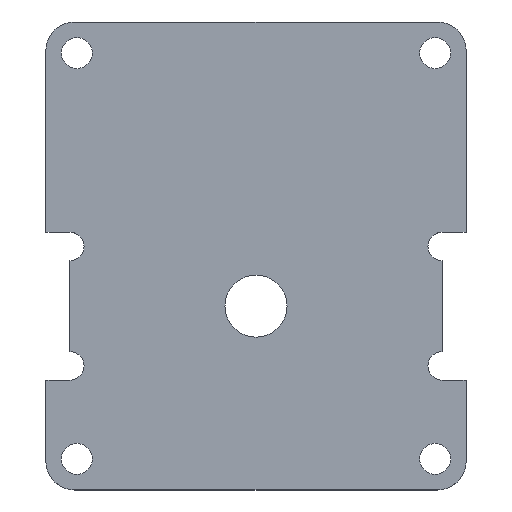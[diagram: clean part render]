
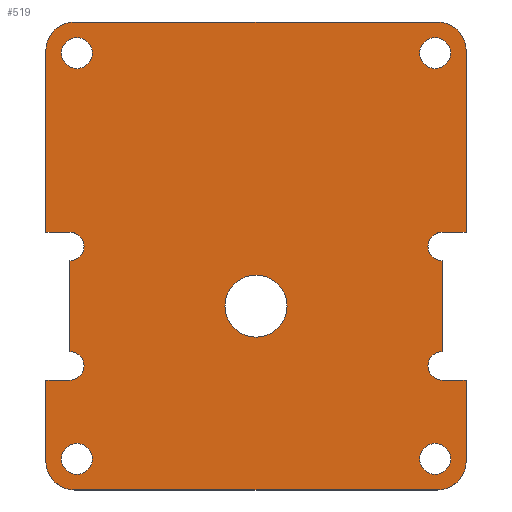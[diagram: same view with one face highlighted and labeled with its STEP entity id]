
A CAD part, top view. The second image highlights one B-rep face of the part: STEP entity #519.
In plain terms, the highlighted planar face has unit normal (0, 0, 1).
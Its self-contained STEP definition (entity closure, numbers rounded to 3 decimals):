
#15=FACE_BOUND('',#71,.T.);
#16=FACE_BOUND('',#72,.T.);
#17=FACE_BOUND('',#73,.T.);
#18=FACE_BOUND('',#74,.T.);
#19=FACE_BOUND('',#75,.T.);
#25=PLANE('',#556);
#43=FACE_OUTER_BOUND('',#70,.T.);
#70=EDGE_LOOP('',(#368,#369,#370,#371,#372,#373,#374,#375,#376,#377,#378,
#379,#380,#381,#382,#383,#384,#385,#386,#387));
#71=EDGE_LOOP('',(#388));
#72=EDGE_LOOP('',(#389));
#73=EDGE_LOOP('',(#390));
#74=EDGE_LOOP('',(#391));
#75=EDGE_LOOP('',(#392));
#111=LINE('',#793,#160);
#112=LINE('',#795,#161);
#113=LINE('',#799,#162);
#114=LINE('',#803,#163);
#115=LINE('',#804,#164);
#116=LINE('',#805,#165);
#117=LINE('',#807,#166);
#118=LINE('',#809,#167);
#119=LINE('',#813,#168);
#120=LINE('',#817,#169);
#121=LINE('',#818,#170);
#122=LINE('',#819,#171);
#160=VECTOR('',#633,10.);
#161=VECTOR('',#634,10.);
#162=VECTOR('',#637,10.);
#163=VECTOR('',#640,10.);
#164=VECTOR('',#641,10.);
#165=VECTOR('',#642,10.);
#166=VECTOR('',#643,10.);
#167=VECTOR('',#644,10.);
#168=VECTOR('',#647,10.);
#169=VECTOR('',#650,10.);
#170=VECTOR('',#651,10.);
#171=VECTOR('',#652,10.);
#202=CIRCLE('',#546,1.5);
#204=CIRCLE('',#549,1.5);
#206=CIRCLE('',#552,1.5);
#208=CIRCLE('',#555,1.5);
#209=CIRCLE('',#557,3.);
#210=CIRCLE('',#558,3.);
#211=CIRCLE('',#559,3.);
#212=CIRCLE('',#560,3.);
#213=CIRCLE('',#561,3.25);
#214=CIRCLE('',#562,1.625);
#215=CIRCLE('',#563,1.625);
#216=CIRCLE('',#564,1.625);
#217=CIRCLE('',#565,1.625);
#229=VERTEX_POINT('',#759);
#230=VERTEX_POINT('',#761);
#233=VERTEX_POINT('',#768);
#234=VERTEX_POINT('',#770);
#237=VERTEX_POINT('',#777);
#238=VERTEX_POINT('',#779);
#241=VERTEX_POINT('',#786);
#242=VERTEX_POINT('',#788);
#243=VERTEX_POINT('',#792);
#244=VERTEX_POINT('',#794);
#245=VERTEX_POINT('',#796);
#246=VERTEX_POINT('',#798);
#247=VERTEX_POINT('',#800);
#248=VERTEX_POINT('',#802);
#249=VERTEX_POINT('',#806);
#250=VERTEX_POINT('',#808);
#251=VERTEX_POINT('',#810);
#252=VERTEX_POINT('',#812);
#253=VERTEX_POINT('',#814);
#254=VERTEX_POINT('',#816);
#255=VERTEX_POINT('',#820);
#256=VERTEX_POINT('',#822);
#257=VERTEX_POINT('',#824);
#258=VERTEX_POINT('',#826);
#259=VERTEX_POINT('',#828);
#279=EDGE_CURVE('',#230,#229,#202,.T.);
#283=EDGE_CURVE('',#234,#233,#204,.T.);
#287=EDGE_CURVE('',#238,#237,#206,.T.);
#291=EDGE_CURVE('',#242,#241,#208,.T.);
#293=EDGE_CURVE('',#229,#243,#111,.T.);
#294=EDGE_CURVE('',#243,#244,#112,.T.);
#295=EDGE_CURVE('',#245,#244,#209,.T.);
#296=EDGE_CURVE('',#245,#246,#113,.T.);
#297=EDGE_CURVE('',#247,#246,#210,.T.);
#298=EDGE_CURVE('',#247,#248,#114,.T.);
#299=EDGE_CURVE('',#248,#242,#115,.T.);
#300=EDGE_CURVE('',#241,#234,#116,.T.);
#301=EDGE_CURVE('',#233,#249,#117,.T.);
#302=EDGE_CURVE('',#249,#250,#118,.T.);
#303=EDGE_CURVE('',#251,#250,#211,.T.);
#304=EDGE_CURVE('',#251,#252,#119,.T.);
#305=EDGE_CURVE('',#253,#252,#212,.T.);
#306=EDGE_CURVE('',#253,#254,#120,.T.);
#307=EDGE_CURVE('',#254,#238,#121,.T.);
#308=EDGE_CURVE('',#237,#230,#122,.T.);
#309=EDGE_CURVE('',#255,#255,#213,.T.);
#310=EDGE_CURVE('',#256,#256,#214,.T.);
#311=EDGE_CURVE('',#257,#257,#215,.T.);
#312=EDGE_CURVE('',#258,#258,#216,.T.);
#313=EDGE_CURVE('',#259,#259,#217,.T.);
#368=ORIENTED_EDGE('',*,*,#279,.T.);
#369=ORIENTED_EDGE('',*,*,#293,.T.);
#370=ORIENTED_EDGE('',*,*,#294,.T.);
#371=ORIENTED_EDGE('',*,*,#295,.F.);
#372=ORIENTED_EDGE('',*,*,#296,.T.);
#373=ORIENTED_EDGE('',*,*,#297,.F.);
#374=ORIENTED_EDGE('',*,*,#298,.T.);
#375=ORIENTED_EDGE('',*,*,#299,.T.);
#376=ORIENTED_EDGE('',*,*,#291,.T.);
#377=ORIENTED_EDGE('',*,*,#300,.T.);
#378=ORIENTED_EDGE('',*,*,#283,.T.);
#379=ORIENTED_EDGE('',*,*,#301,.T.);
#380=ORIENTED_EDGE('',*,*,#302,.T.);
#381=ORIENTED_EDGE('',*,*,#303,.F.);
#382=ORIENTED_EDGE('',*,*,#304,.T.);
#383=ORIENTED_EDGE('',*,*,#305,.F.);
#384=ORIENTED_EDGE('',*,*,#306,.T.);
#385=ORIENTED_EDGE('',*,*,#307,.T.);
#386=ORIENTED_EDGE('',*,*,#287,.T.);
#387=ORIENTED_EDGE('',*,*,#308,.T.);
#388=ORIENTED_EDGE('',*,*,#309,.T.);
#389=ORIENTED_EDGE('',*,*,#310,.T.);
#390=ORIENTED_EDGE('',*,*,#311,.T.);
#391=ORIENTED_EDGE('',*,*,#312,.T.);
#392=ORIENTED_EDGE('',*,*,#313,.T.);
#519=ADVANCED_FACE('',(#43,#15,#16,#17,#18,#19),#25,.T.);
#546=AXIS2_PLACEMENT_3D('',#762,#604,#605);
#549=AXIS2_PLACEMENT_3D('',#771,#612,#613);
#552=AXIS2_PLACEMENT_3D('',#780,#620,#621);
#555=AXIS2_PLACEMENT_3D('',#789,#628,#629);
#556=AXIS2_PLACEMENT_3D('',#791,#631,#632);
#557=AXIS2_PLACEMENT_3D('',#797,#635,#636);
#558=AXIS2_PLACEMENT_3D('',#801,#638,#639);
#559=AXIS2_PLACEMENT_3D('',#811,#645,#646);
#560=AXIS2_PLACEMENT_3D('',#815,#648,#649);
#561=AXIS2_PLACEMENT_3D('',#821,#653,#654);
#562=AXIS2_PLACEMENT_3D('',#823,#655,#656);
#563=AXIS2_PLACEMENT_3D('',#825,#657,#658);
#564=AXIS2_PLACEMENT_3D('',#827,#659,#660);
#565=AXIS2_PLACEMENT_3D('',#829,#661,#662);
#604=DIRECTION('center_axis',(0.,0.,-1.));
#605=DIRECTION('ref_axis',(-1.,0.,0.));
#612=DIRECTION('center_axis',(0.,0.,-1.));
#613=DIRECTION('ref_axis',(-1.,0.,0.));
#620=DIRECTION('center_axis',(0.,0.,-1.));
#621=DIRECTION('ref_axis',(-1.,0.,0.));
#628=DIRECTION('center_axis',(0.,0.,-1.));
#629=DIRECTION('ref_axis',(-1.,0.,0.));
#631=DIRECTION('center_axis',(0.,0.,1.));
#632=DIRECTION('ref_axis',(1.,0.,0.));
#633=DIRECTION('',(-1.,0.,0.));
#634=DIRECTION('',(0.,-1.,0.));
#635=DIRECTION('center_axis',(0.,0.,-1.));
#636=DIRECTION('ref_axis',(-0.707,-0.707,0.));
#637=DIRECTION('',(1.,0.,0.));
#638=DIRECTION('center_axis',(0.,0.,-1.));
#639=DIRECTION('ref_axis',(0.707,-0.707,0.));
#640=DIRECTION('',(0.,1.,0.));
#641=DIRECTION('',(-1.,0.,0.));
#642=DIRECTION('',(0.,1.,0.));
#643=DIRECTION('',(1.,0.,0.));
#644=DIRECTION('',(0.,1.,0.));
#645=DIRECTION('center_axis',(0.,0.,-1.));
#646=DIRECTION('ref_axis',(0.707,0.707,0.));
#647=DIRECTION('',(-1.,0.,0.));
#648=DIRECTION('center_axis',(0.,0.,-1.));
#649=DIRECTION('ref_axis',(-0.707,0.707,0.));
#650=DIRECTION('',(0.,-1.,0.));
#651=DIRECTION('',(1.,0.,0.));
#652=DIRECTION('',(0.,-1.,0.));
#653=DIRECTION('center_axis',(0.,0.,-1.));
#654=DIRECTION('ref_axis',(1.,0.,0.));
#655=DIRECTION('center_axis',(0.,0.,-1.));
#656=DIRECTION('ref_axis',(-1.,0.,0.));
#657=DIRECTION('center_axis',(0.,0.,-1.));
#658=DIRECTION('ref_axis',(-1.,0.,0.));
#659=DIRECTION('center_axis',(0.,0.,-1.));
#660=DIRECTION('ref_axis',(-1.,0.,0.));
#661=DIRECTION('center_axis',(0.,0.,-1.));
#662=DIRECTION('ref_axis',(-1.,0.,0.));
#759=CARTESIAN_POINT('',(-19.5,-7.75,1.6));
#761=CARTESIAN_POINT('',(-19.5,-4.75,1.6));
#762=CARTESIAN_POINT('Origin',(-19.5,-6.25,1.6));
#768=CARTESIAN_POINT('',(19.5,7.75,1.6));
#770=CARTESIAN_POINT('',(19.5,4.75,1.6));
#771=CARTESIAN_POINT('Origin',(19.5,6.25,1.6));
#777=CARTESIAN_POINT('',(-19.5,4.75,1.6));
#779=CARTESIAN_POINT('',(-19.5,7.75,1.6));
#780=CARTESIAN_POINT('Origin',(-19.5,6.25,1.6));
#786=CARTESIAN_POINT('',(19.5,-4.75,1.6));
#788=CARTESIAN_POINT('',(19.5,-7.75,1.6));
#789=CARTESIAN_POINT('Origin',(19.5,-6.25,1.6));
#791=CARTESIAN_POINT('Origin',(0.,5.25,1.6));
#792=CARTESIAN_POINT('',(-22.,-7.75,1.6));
#793=CARTESIAN_POINT('',(-19.5,-7.75,1.6));
#794=CARTESIAN_POINT('',(-22.,-16.25,1.6));
#795=CARTESIAN_POINT('',(-22.,-7.75,1.6));
#796=CARTESIAN_POINT('',(-19.,-19.25,1.6));
#797=CARTESIAN_POINT('Origin',(-19.,-16.25,1.6));
#798=CARTESIAN_POINT('',(19.,-19.25,1.6));
#799=CARTESIAN_POINT('',(-22.,-19.25,1.6));
#800=CARTESIAN_POINT('',(22.,-16.25,1.6));
#801=CARTESIAN_POINT('Origin',(19.,-16.25,1.6));
#802=CARTESIAN_POINT('',(22.,-7.75,1.6));
#803=CARTESIAN_POINT('',(22.,-7.75,1.6));
#804=CARTESIAN_POINT('',(19.5,-7.75,1.6));
#805=CARTESIAN_POINT('',(19.5,7.75,1.6));
#806=CARTESIAN_POINT('',(22.,7.75,1.6));
#807=CARTESIAN_POINT('',(19.5,7.75,1.6));
#808=CARTESIAN_POINT('',(22.,26.75,1.6));
#809=CARTESIAN_POINT('',(22.,7.75,1.6));
#810=CARTESIAN_POINT('',(19.,29.75,1.6));
#811=CARTESIAN_POINT('Origin',(19.,26.75,1.6));
#812=CARTESIAN_POINT('',(-19.,29.75,1.6));
#813=CARTESIAN_POINT('',(22.,29.75,1.6));
#814=CARTESIAN_POINT('',(-22.,26.75,1.6));
#815=CARTESIAN_POINT('Origin',(-19.,26.75,1.6));
#816=CARTESIAN_POINT('',(-22.,7.75,1.6));
#817=CARTESIAN_POINT('',(-22.,7.75,1.6));
#818=CARTESIAN_POINT('',(-19.5,7.75,1.6));
#819=CARTESIAN_POINT('',(-19.5,7.75,1.6));
#820=CARTESIAN_POINT('',(-3.25,0.,1.6));
#821=CARTESIAN_POINT('Origin',(0.,0.,1.6));
#822=CARTESIAN_POINT('',(-17.125,-16.,1.6));
#823=CARTESIAN_POINT('Origin',(-18.75,-16.,1.6));
#824=CARTESIAN_POINT('',(20.375,26.5,1.6));
#825=CARTESIAN_POINT('Origin',(18.75,26.5,1.6));
#826=CARTESIAN_POINT('',(-17.125,26.5,1.6));
#827=CARTESIAN_POINT('Origin',(-18.75,26.5,1.6));
#828=CARTESIAN_POINT('',(20.375,-16.,1.6));
#829=CARTESIAN_POINT('Origin',(18.75,-16.,1.6));
